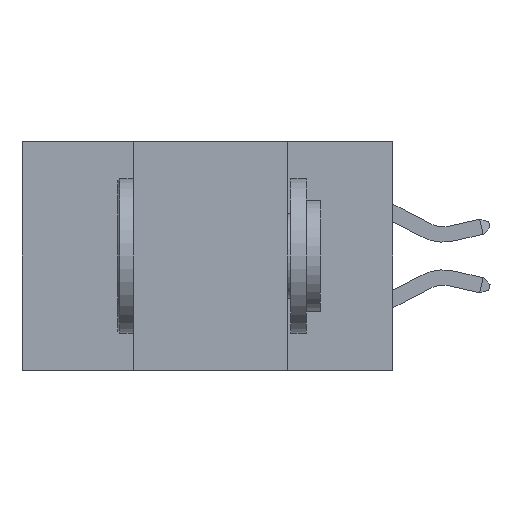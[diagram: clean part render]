
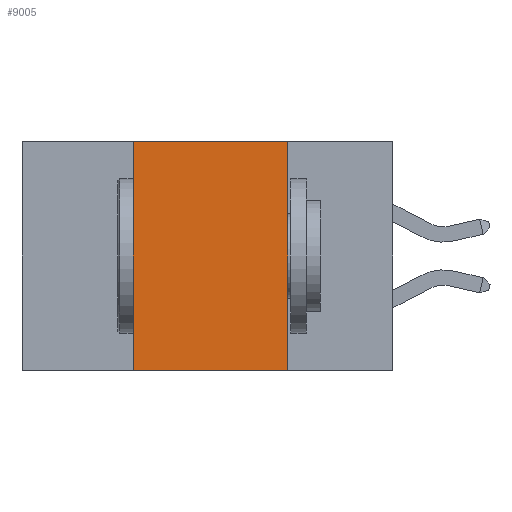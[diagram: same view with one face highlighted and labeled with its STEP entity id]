
A CAD part, left-side view. The second image highlights one B-rep face of the part: STEP entity #9005.
In plain terms, the highlighted planar face has unit normal (-1, 0, 0).
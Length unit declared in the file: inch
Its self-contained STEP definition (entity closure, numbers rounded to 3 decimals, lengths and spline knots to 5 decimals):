
#1629 = LINE ( 'NONE', #5267, #14122 ) ;
#2124 = CARTESIAN_POINT ( 'NONE',  ( 0., 0.6, 0. ) ) ;
#2388 = VERTEX_POINT ( 'NONE', #13593 ) ;
#5267 = CARTESIAN_POINT ( 'NONE',  ( 0., 0.42, 0. ) ) ;
#5582 = LINE ( 'NONE', #7099, #13365 ) ;
#6889 = LINE ( 'NONE', #2124, #11062 ) ;
#6972 = DIRECTION ( 'NONE',  ( 0., -1., 0. ) ) ;
#7099 = CARTESIAN_POINT ( 'NONE',  ( 0., 0.17, 0. ) ) ;
#7100 = VERTEX_POINT ( 'NONE', #16844 ) ;
#7167 = PLANE ( 'NONE',  #7342 ) ;
#7342 = AXIS2_PLACEMENT_3D ( 'NONE', #16509, #8756, #19639 ) ;
#7826 = VERTEX_POINT ( 'NONE', #9063 ) ;
#8756 = DIRECTION ( 'NONE',  ( 1., 0., 0. ) ) ;
#8777 = FACE_OUTER_BOUND ( 'NONE', #13107, .T. ) ;
#8977 = EDGE_CURVE ( 'NONE', #2388, #7826, #5582, .T. ) ;
#8994 = CARTESIAN_POINT ( 'NONE',  ( 0., 0.42, 0. ) ) ;
#9005 = ADVANCED_FACE ( 'NONE', ( #8777 ), #7167, .F. ) ;
#9063 = CARTESIAN_POINT ( 'NONE',  ( 0., 0.17, -0.37 ) ) ;
#9665 = VERTEX_POINT ( 'NONE', #8994 ) ;
#9759 = ORIENTED_EDGE ( 'NONE', *, *, #8977, .F. ) ;
#10048 = ORIENTED_EDGE ( 'NONE', *, *, #19477, .F. ) ;
#10445 = EDGE_CURVE ( 'NONE', #7100, #7826, #10753, .T. ) ;
#10753 = LINE ( 'NONE', #12632, #18531 ) ;
#11062 = VECTOR ( 'NONE', #6972, 39.37008 ) ;
#12632 = CARTESIAN_POINT ( 'NONE',  ( 0., 0.6, -0.37 ) ) ;
#13107 = EDGE_LOOP ( 'NONE', ( #9759, #10048, #16601, #13257 ) ) ;
#13257 = ORIENTED_EDGE ( 'NONE', *, *, #10445, .T. ) ;
#13365 = VECTOR ( 'NONE', #14841, 39.37008 ) ;
#13593 = CARTESIAN_POINT ( 'NONE',  ( 0., 0.17, 0. ) ) ;
#14122 = VECTOR ( 'NONE', #14592, 39.37008 ) ;
#14151 = EDGE_CURVE ( 'NONE', #7100, #9665, #1629, .T. ) ;
#14173 = DIRECTION ( 'NONE',  ( 0., -1., 0. ) ) ;
#14592 = DIRECTION ( 'NONE',  ( 0., 0., 1. ) ) ;
#14841 = DIRECTION ( 'NONE',  ( 0., 0., -1. ) ) ;
#16509 = CARTESIAN_POINT ( 'NONE',  ( 0., 0.6, 0. ) ) ;
#16601 = ORIENTED_EDGE ( 'NONE', *, *, #14151, .F. ) ;
#16844 = CARTESIAN_POINT ( 'NONE',  ( 0., 0.42, -0.37 ) ) ;
#18531 = VECTOR ( 'NONE', #14173, 39.37008 ) ;
#19477 = EDGE_CURVE ( 'NONE', #9665, #2388, #6889, .T. ) ;
#19639 = DIRECTION ( 'NONE',  ( 0., 0., -1. ) ) ;
